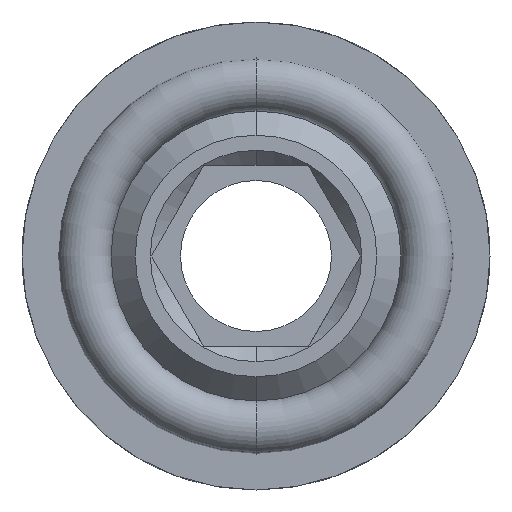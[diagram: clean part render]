
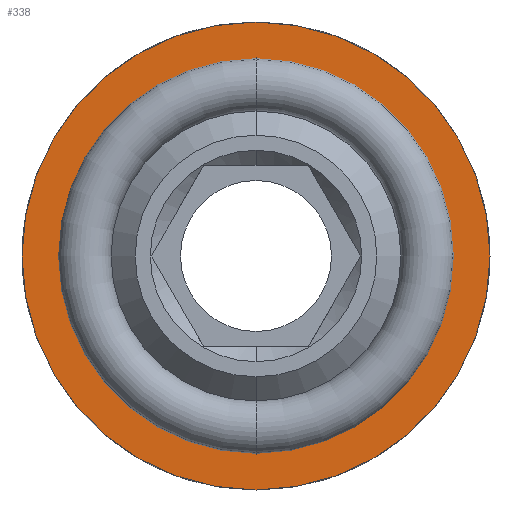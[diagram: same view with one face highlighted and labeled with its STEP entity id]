
A CAD part, front view. The second image highlights one B-rep face of the part: STEP entity #338.
In plain terms, the highlighted planar face has unit normal (0, -1, 0).
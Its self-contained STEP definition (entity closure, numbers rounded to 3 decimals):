
#79 = VERTEX_POINT ( 'NONE', #712 ) ;
#91 = EDGE_CURVE ( 'NONE', #92, #95, #726, .T. ) ;
#92 = VERTEX_POINT ( 'NONE', #721 ) ;
#95 = VERTEX_POINT ( 'NONE', #719 ) ;
#236 = EDGE_CURVE ( 'NONE', #79, #237, #1134, .T. ) ;
#237 = VERTEX_POINT ( 'NONE', #1125 ) ;
#324 = EDGE_LOOP ( 'NONE', ( #331, #340 ) ) ;
#325 = EDGE_LOOP ( 'NONE', ( #333, #326 ) ) ;
#326 = ORIENTED_EDGE ( 'NONE', *, *, #236, .F. ) ;
#327 = EDGE_CURVE ( 'NONE', #237, #79, #1197, .T. ) ;
#331 = ORIENTED_EDGE ( 'NONE', *, *, #91, .T. ) ;
#333 = ORIENTED_EDGE ( 'NONE', *, *, #327, .F. ) ;
#338 = ADVANCED_FACE ( 'NONE', ( #1423, #1420 ), #1419, .T. ) ;
#340 = ORIENTED_EDGE ( 'NONE', *, *, #554, .T. ) ;
#554 = EDGE_CURVE ( 'NONE', #95, #92, #1608, .T. ) ;
#712 = CARTESIAN_POINT ( 'NONE',  ( 0., 6., 6.5 ) ) ;
#719 = CARTESIAN_POINT ( 'NONE',  ( 0., 6., 7.75 ) ) ;
#721 = CARTESIAN_POINT ( 'NONE',  ( 0., 6., -7.75 ) ) ;
#722 = DIRECTION ( 'NONE',  ( 0., 0., -1. ) ) ;
#723 = DIRECTION ( 'NONE',  ( 0., -1., 0. ) ) ;
#724 = CARTESIAN_POINT ( 'NONE',  ( 0., 6., 0. ) ) ;
#725 = AXIS2_PLACEMENT_3D ( 'NONE', #724, #723, #722 ) ;
#726 = CIRCLE ( 'NONE', #725, 7.75 ) ;
#1125 = CARTESIAN_POINT ( 'NONE',  ( 0., 6., -6.5 ) ) ;
#1126 = DIRECTION ( 'NONE',  ( 0., 0., -1. ) ) ;
#1127 = DIRECTION ( 'NONE',  ( 0., -1., 0. ) ) ;
#1128 = CARTESIAN_POINT ( 'NONE',  ( 0., 6., 0. ) ) ;
#1129 = AXIS2_PLACEMENT_3D ( 'NONE', #1128, #1127, #1126 ) ;
#1134 = CIRCLE ( 'NONE', #1129, 6.5 ) ;
#1194 = DIRECTION ( 'NONE',  ( 0., 0., -1. ) ) ;
#1195 = DIRECTION ( 'NONE',  ( 0., -1., 0. ) ) ;
#1196 = AXIS2_PLACEMENT_3D ( 'NONE', #1200, #1195, #1194 ) ;
#1197 = CIRCLE ( 'NONE', #1196, 6.5 ) ;
#1200 = CARTESIAN_POINT ( 'NONE',  ( 0., 6., 0. ) ) ;
#1414 = DIRECTION ( 'NONE',  ( 0., 0., -1. ) ) ;
#1415 = DIRECTION ( 'NONE',  ( 0., -1., 0. ) ) ;
#1416 = CARTESIAN_POINT ( 'NONE',  ( 7.75, 6., 0. ) ) ;
#1418 = AXIS2_PLACEMENT_3D ( 'NONE', #1416, #1415, #1414 ) ;
#1419 = PLANE ( 'NONE',  #1418 ) ;
#1420 = FACE_BOUND ( 'NONE', #325, .T. ) ;
#1423 = FACE_OUTER_BOUND ( 'NONE', #324, .T. ) ;
#1604 = DIRECTION ( 'NONE',  ( 0., 0., -1. ) ) ;
#1605 = DIRECTION ( 'NONE',  ( 0., -1., 0. ) ) ;
#1606 = CARTESIAN_POINT ( 'NONE',  ( 0., 6., 0. ) ) ;
#1607 = AXIS2_PLACEMENT_3D ( 'NONE', #1606, #1605, #1604 ) ;
#1608 = CIRCLE ( 'NONE', #1607, 7.75 ) ;
